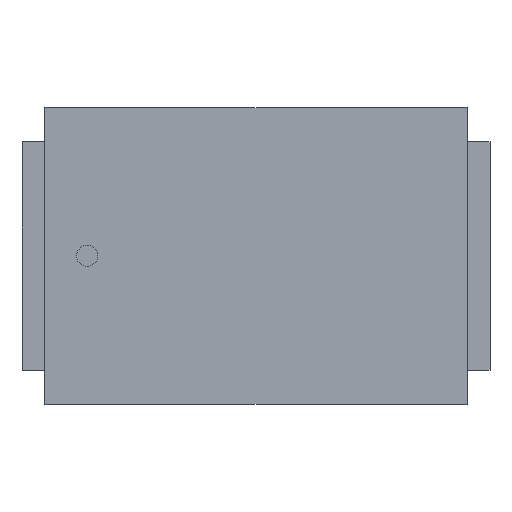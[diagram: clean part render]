
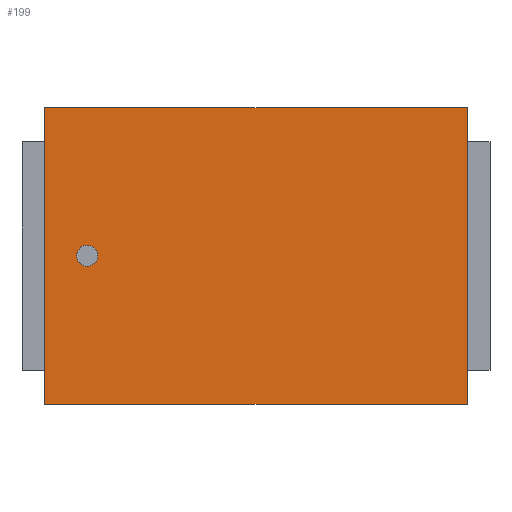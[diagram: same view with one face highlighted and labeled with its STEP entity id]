
A CAD part, top view. The second image highlights one B-rep face of the part: STEP entity #199.
In plain terms, the highlighted planar face has unit normal (0, 0, 1).
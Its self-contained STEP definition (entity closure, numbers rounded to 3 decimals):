
#78=VERTEX_POINT('',#79);
#79=CARTESIAN_POINT('',(0.47,-0.33,0.559));
#85=EDGE_CURVE('',#78,#86,#88,.F.);
#86=VERTEX_POINT('',#87);
#87=CARTESIAN_POINT('',(-0.47,-0.33,0.559));
#88=LINE('',#89,#90);
#89=CARTESIAN_POINT('',(-0.47,-0.33,0.559));
#90=VECTOR('',#91,1.0);
#91=DIRECTION('',(1.0,0.0,0.0));
#116=VERTEX_POINT('',#117);
#117=CARTESIAN_POINT('',(0.47,0.33,0.559));
#123=EDGE_CURVE('',#116,#78,#124,.F.);
#124=LINE('',#125,#126);
#125=CARTESIAN_POINT('',(0.47,-0.33,0.559));
#126=VECTOR('',#127,1.0);
#127=DIRECTION('',(0.0,1.0,0.0));
#147=VERTEX_POINT('',#148);
#148=CARTESIAN_POINT('',(-0.47,0.33,0.559));
#154=EDGE_CURVE('',#147,#116,#155,.F.);
#155=LINE('',#156,#157);
#156=CARTESIAN_POINT('',(0.47,0.33,0.559));
#157=VECTOR('',#158,1.0);
#158=DIRECTION('',(-1.0,0.0,0.0));
#176=EDGE_CURVE('',#86,#147,#177,.F.);
#177=LINE('',#178,#179);
#178=CARTESIAN_POINT('',(-0.47,0.33,0.559));
#179=VECTOR('',#180,1.0);
#180=DIRECTION('',(0.0,-1.0,0.0));
#199=ADVANCED_FACE('',(#200),#206,.T.);
#200=FACE_BOUND('',#201,.T.);
#201=EDGE_LOOP('',(#202,#203,#204,#205));
#202=ORIENTED_EDGE('',*,*,#85,.F.);
#203=ORIENTED_EDGE('',*,*,#123,.F.);
#204=ORIENTED_EDGE('',*,*,#154,.F.);
#205=ORIENTED_EDGE('',*,*,#176,.F.);
#206=PLANE('',#207);
#207=AXIS2_PLACEMENT_3D('',#208,#209,#210);
#208=CARTESIAN_POINT('',(-0.47,-0.33,0.559));
#209=DIRECTION('',(0.0,0.0,1.0));
#210=DIRECTION('',(0.0,1.0,0.0));
